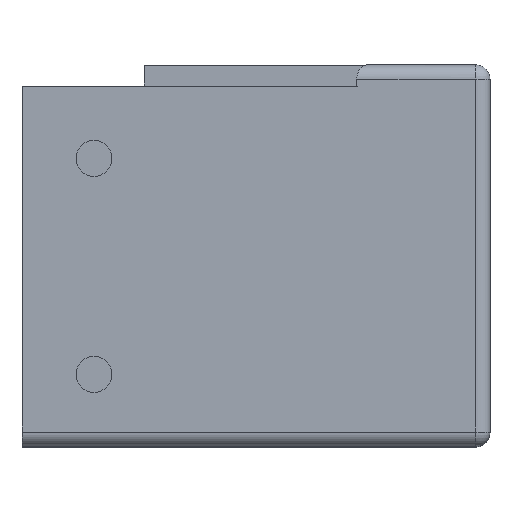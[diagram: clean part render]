
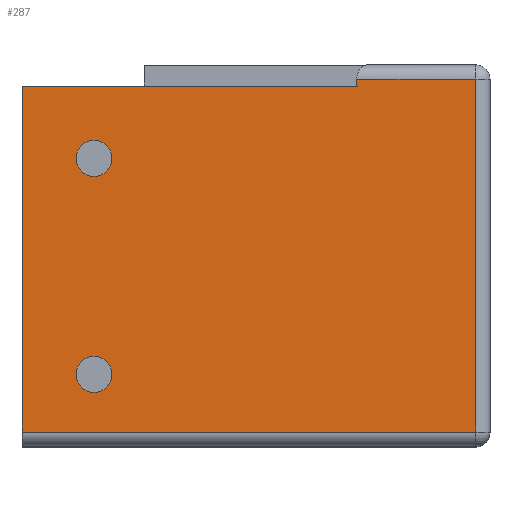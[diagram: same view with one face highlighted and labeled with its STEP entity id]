
A CAD part, top view. The second image highlights one B-rep face of the part: STEP entity #287.
In plain terms, the highlighted planar face has unit normal (0, 0, 1).
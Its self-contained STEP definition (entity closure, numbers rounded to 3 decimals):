
#5 = ORIENTED_EDGE ( 'NONE', *, *, #1196, .T. ) ;
#34 = DIRECTION ( 'NONE',  ( -1., 0., 0. ) ) ;
#44 = DIRECTION ( 'NONE',  ( 1., 0., 0. ) ) ;
#51 = ORIENTED_EDGE ( 'NONE', *, *, #186, .F. ) ;
#53 = LINE ( 'NONE', #1152, #894 ) ;
#63 = DIRECTION ( 'NONE',  ( 0., 0., 1. ) ) ;
#82 = AXIS2_PLACEMENT_3D ( 'NONE', #249, #958, #671 ) ;
#99 = EDGE_CURVE ( 'NONE', #756, #669, #143, .T. ) ;
#102 = CARTESIAN_POINT ( 'NONE',  ( 32., 26., 3. ) ) ;
#120 = LINE ( 'NONE', #206, #367 ) ;
#140 = VERTEX_POINT ( 'NONE', #388 ) ;
#143 = CIRCLE ( 'NONE', #887, 2.5 ) ;
#163 = CARTESIAN_POINT ( 'NONE',  ( 32., 28., 3. ) ) ;
#179 = CARTESIAN_POINT ( 'NONE',  ( -31., -23., 3. ) ) ;
#186 = EDGE_CURVE ( 'NONE', #669, #756, #1098, .T. ) ;
#206 = CARTESIAN_POINT ( 'NONE',  ( -31., -25., 3. ) ) ;
#218 = VERTEX_POINT ( 'NONE', #416 ) ;
#229 = CARTESIAN_POINT ( 'NONE',  ( 0., 0., 3. ) ) ;
#237 = CARTESIAN_POINT ( 'NONE',  ( -23.5, 15., 3. ) ) ;
#241 = DIRECTION ( 'NONE',  ( -1., 0., 0. ) ) ;
#249 = CARTESIAN_POINT ( 'NONE',  ( -21., -15., 3. ) ) ;
#274 = AXIS2_PLACEMENT_3D ( 'NONE', #952, #63, #44 ) ;
#287 = ADVANCED_FACE ( 'NONE', ( #437, #1242, #1140 ), #307, .F. ) ;
#299 = VECTOR ( 'NONE', #612, 1000. ) ;
#307 = PLANE ( 'NONE',  #1144 ) ;
#314 = EDGE_CURVE ( 'NONE', #1201, #218, #403, .T. ) ;
#324 = VECTOR ( 'NONE', #34, 1000. ) ;
#337 = DIRECTION ( 'NONE',  ( 0., 0., -1. ) ) ;
#344 = EDGE_LOOP ( 'NONE', ( #51, #923 ) ) ;
#367 = VECTOR ( 'NONE', #1023, 1000. ) ;
#373 = ORIENTED_EDGE ( 'NONE', *, *, #375, .F. ) ;
#375 = EDGE_CURVE ( 'NONE', #218, #1201, #852, .T. ) ;
#380 = EDGE_CURVE ( 'NONE', #443, #641, #545, .T. ) ;
#388 = CARTESIAN_POINT ( 'NONE',  ( 15.483, 25., 3. ) ) ;
#394 = EDGE_CURVE ( 'NONE', #824, #140, #969, .T. ) ;
#398 = CARTESIAN_POINT ( 'NONE',  ( -21., 15., 3. ) ) ;
#403 = CIRCLE ( 'NONE', #82, 2.5 ) ;
#416 = CARTESIAN_POINT ( 'NONE',  ( -23.5, -15., 3. ) ) ;
#423 = CARTESIAN_POINT ( 'NONE',  ( -21., 15., 3. ) ) ;
#437 = FACE_BOUND ( 'NONE', #344, .T. ) ;
#443 = VERTEX_POINT ( 'NONE', #790 ) ;
#444 = VECTOR ( 'NONE', #1255, 1000. ) ;
#450 = DIRECTION ( 'NONE',  ( 0., 1., 0. ) ) ;
#452 = ORIENTED_EDGE ( 'NONE', *, *, #314, .F. ) ;
#469 = VERTEX_POINT ( 'NONE', #179 ) ;
#502 = ORIENTED_EDGE ( 'NONE', *, *, #743, .T. ) ;
#505 = LINE ( 'NONE', #907, #299 ) ;
#532 = ORIENTED_EDGE ( 'NONE', *, *, #558, .T. ) ;
#545 = LINE ( 'NONE', #163, #804 ) ;
#547 = CARTESIAN_POINT ( 'NONE',  ( -18.5, -15., 3. ) ) ;
#558 = EDGE_CURVE ( 'NONE', #1174, #469, #120, .T. ) ;
#559 = EDGE_LOOP ( 'NONE', ( #452, #373 ) ) ;
#560 = CARTESIAN_POINT ( 'NONE',  ( -31., 25., 3. ) ) ;
#612 = DIRECTION ( 'NONE',  ( 1., 0., 0. ) ) ;
#641 = VERTEX_POINT ( 'NONE', #102 ) ;
#669 = VERTEX_POINT ( 'NONE', #1234 ) ;
#671 = DIRECTION ( 'NONE',  ( 1., 0., 0. ) ) ;
#730 = ORIENTED_EDGE ( 'NONE', *, *, #380, .T. ) ;
#735 = DIRECTION ( 'NONE',  ( -1., 0., 0. ) ) ;
#743 = EDGE_CURVE ( 'NONE', #140, #1174, #1058, .T. ) ;
#754 = CARTESIAN_POINT ( 'NONE',  ( 15.483, 26., 3. ) ) ;
#756 = VERTEX_POINT ( 'NONE', #237 ) ;
#790 = CARTESIAN_POINT ( 'NONE',  ( 32., -23., 3. ) ) ;
#804 = VECTOR ( 'NONE', #450, 1000. ) ;
#818 = DIRECTION ( 'NONE',  ( 1., 0., 0. ) ) ;
#824 = VERTEX_POINT ( 'NONE', #754 ) ;
#841 = ORIENTED_EDGE ( 'NONE', *, *, #1024, .T. ) ;
#846 = CARTESIAN_POINT ( 'NONE',  ( 15.483, 28., 3. ) ) ;
#852 = CIRCLE ( 'NONE', #274, 2.5 ) ;
#866 = AXIS2_PLACEMENT_3D ( 'NONE', #423, #1114, #818 ) ;
#887 = AXIS2_PLACEMENT_3D ( 'NONE', #398, #1080, #1309 ) ;
#894 = VECTOR ( 'NONE', #241, 1000. ) ;
#907 = CARTESIAN_POINT ( 'NONE',  ( 0., -23., 3. ) ) ;
#923 = ORIENTED_EDGE ( 'NONE', *, *, #99, .F. ) ;
#952 = CARTESIAN_POINT ( 'NONE',  ( -21., -15., 3. ) ) ;
#958 = DIRECTION ( 'NONE',  ( 0., 0., 1. ) ) ;
#969 = LINE ( 'NONE', #846, #444 ) ;
#1023 = DIRECTION ( 'NONE',  ( 0., -1., 0. ) ) ;
#1024 = EDGE_CURVE ( 'NONE', #469, #443, #505, .T. ) ;
#1058 = LINE ( 'NONE', #1272, #324 ) ;
#1080 = DIRECTION ( 'NONE',  ( 0., 0., 1. ) ) ;
#1098 = CIRCLE ( 'NONE', #866, 2.5 ) ;
#1114 = DIRECTION ( 'NONE',  ( 0., 0., 1. ) ) ;
#1115 = ORIENTED_EDGE ( 'NONE', *, *, #394, .T. ) ;
#1140 = FACE_OUTER_BOUND ( 'NONE', #1156, .T. ) ;
#1144 = AXIS2_PLACEMENT_3D ( 'NONE', #229, #337, #735 ) ;
#1152 = CARTESIAN_POINT ( 'NONE',  ( 0., 26., 3. ) ) ;
#1156 = EDGE_LOOP ( 'NONE', ( #730, #5, #1115, #502, #532, #841 ) ) ;
#1174 = VERTEX_POINT ( 'NONE', #560 ) ;
#1196 = EDGE_CURVE ( 'NONE', #641, #824, #53, .T. ) ;
#1201 = VERTEX_POINT ( 'NONE', #547 ) ;
#1234 = CARTESIAN_POINT ( 'NONE',  ( -18.5, 15., 3. ) ) ;
#1242 = FACE_BOUND ( 'NONE', #559, .T. ) ;
#1255 = DIRECTION ( 'NONE',  ( 0., -1., 0. ) ) ;
#1272 = CARTESIAN_POINT ( 'NONE',  ( -31., 25., 3. ) ) ;
#1309 = DIRECTION ( 'NONE',  ( 1., 0., 0. ) ) ;
